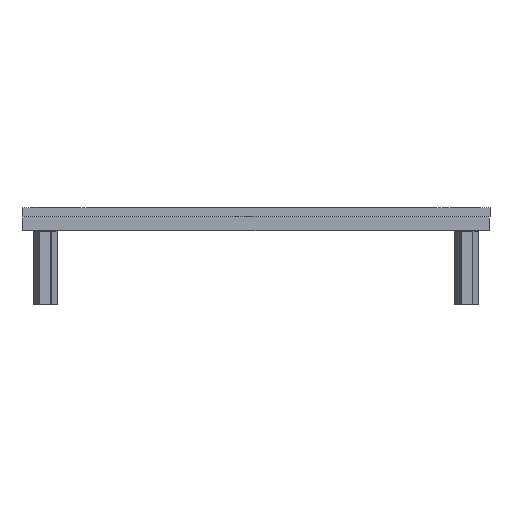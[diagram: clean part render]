
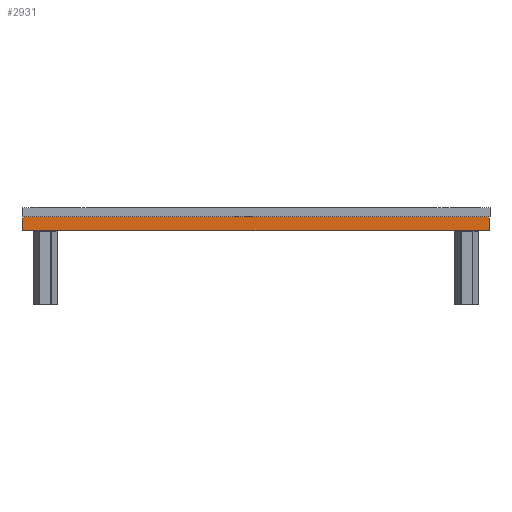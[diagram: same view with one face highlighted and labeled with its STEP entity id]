
A CAD part, front view. The second image highlights one B-rep face of the part: STEP entity #2931.
In plain terms, the highlighted planar face has unit normal (0, -1, 0).
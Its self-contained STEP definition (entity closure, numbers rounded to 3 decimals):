
#2931 = ADVANCED_FACE('',(#2932),#2946,.T.);
#2932 = FACE_BOUND('',#2933,.T.);
#2933 = EDGE_LOOP('',(#2934,#2969,#2997,#3025));
#2934 = ORIENTED_EDGE('',*,*,#2935,.T.);
#2935 = EDGE_CURVE('',#2936,#2938,#2940,.T.);
#2936 = VERTEX_POINT('',#2937);
#2937 = CARTESIAN_POINT('',(-50.5,-55.,0.));
#2938 = VERTEX_POINT('',#2939);
#2939 = CARTESIAN_POINT('',(-50.5,-55.,-3.));
#2940 = SURFACE_CURVE('',#2941,(#2945,#2957),.PCURVE_S1.);
#2941 = LINE('',#2942,#2943);
#2942 = CARTESIAN_POINT('',(-50.5,-55.,0.));
#2943 = VECTOR('',#2944,1.);
#2944 = DIRECTION('',(-0.,-0.,-1.));
#2945 = PCURVE('',#2946,#2951);
#2946 = PLANE('',#2947);
#2947 = AXIS2_PLACEMENT_3D('',#2948,#2949,#2950);
#2948 = CARTESIAN_POINT('',(-50.5,-55.,0.));
#2949 = DIRECTION('',(0.,-1.,0.));
#2950 = DIRECTION('',(1.,0.,0.));
#2951 = DEFINITIONAL_REPRESENTATION('',(#2952),#2956);
#2952 = LINE('',#2953,#2954);
#2953 = CARTESIAN_POINT('',(0.,0.));
#2954 = VECTOR('',#2955,1.);
#2955 = DIRECTION('',(0.,-1.));
#2956 = ( GEOMETRIC_REPRESENTATION_CONTEXT(2) 
PARAMETRIC_REPRESENTATION_CONTEXT() REPRESENTATION_CONTEXT('2D SPACE',''
  ) );
#2957 = PCURVE('',#2958,#2963);
#2958 = PLANE('',#2959);
#2959 = AXIS2_PLACEMENT_3D('',#2960,#2961,#2962);
#2960 = CARTESIAN_POINT('',(-50.5,55.,0.));
#2961 = DIRECTION('',(-1.,0.,0.));
#2962 = DIRECTION('',(0.,-1.,0.));
#2963 = DEFINITIONAL_REPRESENTATION('',(#2964),#2968);
#2964 = LINE('',#2965,#2966);
#2965 = CARTESIAN_POINT('',(110.,0.));
#2966 = VECTOR('',#2967,1.);
#2967 = DIRECTION('',(0.,-1.));
#2968 = ( GEOMETRIC_REPRESENTATION_CONTEXT(2) 
PARAMETRIC_REPRESENTATION_CONTEXT() REPRESENTATION_CONTEXT('2D SPACE',''
  ) );
#2969 = ORIENTED_EDGE('',*,*,#2970,.T.);
#2970 = EDGE_CURVE('',#2938,#2971,#2973,.T.);
#2971 = VERTEX_POINT('',#2972);
#2972 = CARTESIAN_POINT('',(50.5,-55.,-3.));
#2973 = SURFACE_CURVE('',#2974,(#2978,#2985),.PCURVE_S1.);
#2974 = LINE('',#2975,#2976);
#2975 = CARTESIAN_POINT('',(-50.5,-55.,-3.));
#2976 = VECTOR('',#2977,1.);
#2977 = DIRECTION('',(1.,0.,0.));
#2978 = PCURVE('',#2946,#2979);
#2979 = DEFINITIONAL_REPRESENTATION('',(#2980),#2984);
#2980 = LINE('',#2981,#2982);
#2981 = CARTESIAN_POINT('',(0.,-3.));
#2982 = VECTOR('',#2983,1.);
#2983 = DIRECTION('',(1.,0.));
#2984 = ( GEOMETRIC_REPRESENTATION_CONTEXT(2) 
PARAMETRIC_REPRESENTATION_CONTEXT() REPRESENTATION_CONTEXT('2D SPACE',''
  ) );
#2985 = PCURVE('',#2986,#2991);
#2986 = PLANE('',#2987);
#2987 = AXIS2_PLACEMENT_3D('',#2988,#2989,#2990);
#2988 = CARTESIAN_POINT('',(0.,0.,-3.));
#2989 = DIRECTION('',(0.,0.,1.));
#2990 = DIRECTION('',(1.,0.,0.));
#2991 = DEFINITIONAL_REPRESENTATION('',(#2992),#2996);
#2992 = LINE('',#2993,#2994);
#2993 = CARTESIAN_POINT('',(-50.5,-55.));
#2994 = VECTOR('',#2995,1.);
#2995 = DIRECTION('',(1.,0.));
#2996 = ( GEOMETRIC_REPRESENTATION_CONTEXT(2) 
PARAMETRIC_REPRESENTATION_CONTEXT() REPRESENTATION_CONTEXT('2D SPACE',''
  ) );
#2997 = ORIENTED_EDGE('',*,*,#2998,.F.);
#2998 = EDGE_CURVE('',#2999,#2971,#3001,.T.);
#2999 = VERTEX_POINT('',#3000);
#3000 = CARTESIAN_POINT('',(50.5,-55.,0.));
#3001 = SURFACE_CURVE('',#3002,(#3006,#3013),.PCURVE_S1.);
#3002 = LINE('',#3003,#3004);
#3003 = CARTESIAN_POINT('',(50.5,-55.,0.));
#3004 = VECTOR('',#3005,1.);
#3005 = DIRECTION('',(-0.,-0.,-1.));
#3006 = PCURVE('',#2946,#3007);
#3007 = DEFINITIONAL_REPRESENTATION('',(#3008),#3012);
#3008 = LINE('',#3009,#3010);
#3009 = CARTESIAN_POINT('',(101.,0.));
#3010 = VECTOR('',#3011,1.);
#3011 = DIRECTION('',(0.,-1.));
#3012 = ( GEOMETRIC_REPRESENTATION_CONTEXT(2) 
PARAMETRIC_REPRESENTATION_CONTEXT() REPRESENTATION_CONTEXT('2D SPACE',''
  ) );
#3013 = PCURVE('',#3014,#3019);
#3014 = PLANE('',#3015);
#3015 = AXIS2_PLACEMENT_3D('',#3016,#3017,#3018);
#3016 = CARTESIAN_POINT('',(50.5,-55.,0.));
#3017 = DIRECTION('',(1.,0.,0.));
#3018 = DIRECTION('',(0.,1.,0.));
#3019 = DEFINITIONAL_REPRESENTATION('',(#3020),#3024);
#3020 = LINE('',#3021,#3022);
#3021 = CARTESIAN_POINT('',(0.,0.));
#3022 = VECTOR('',#3023,1.);
#3023 = DIRECTION('',(0.,-1.));
#3024 = ( GEOMETRIC_REPRESENTATION_CONTEXT(2) 
PARAMETRIC_REPRESENTATION_CONTEXT() REPRESENTATION_CONTEXT('2D SPACE',''
  ) );
#3025 = ORIENTED_EDGE('',*,*,#3026,.F.);
#3026 = EDGE_CURVE('',#2936,#2999,#3027,.T.);
#3027 = SURFACE_CURVE('',#3028,(#3032,#3039),.PCURVE_S1.);
#3028 = LINE('',#3029,#3030);
#3029 = CARTESIAN_POINT('',(-50.5,-55.,0.));
#3030 = VECTOR('',#3031,1.);
#3031 = DIRECTION('',(1.,0.,0.));
#3032 = PCURVE('',#2946,#3033);
#3033 = DEFINITIONAL_REPRESENTATION('',(#3034),#3038);
#3034 = LINE('',#3035,#3036);
#3035 = CARTESIAN_POINT('',(0.,0.));
#3036 = VECTOR('',#3037,1.);
#3037 = DIRECTION('',(1.,0.));
#3038 = ( GEOMETRIC_REPRESENTATION_CONTEXT(2) 
PARAMETRIC_REPRESENTATION_CONTEXT() REPRESENTATION_CONTEXT('2D SPACE',''
  ) );
#3039 = PCURVE('',#3040,#3045);
#3040 = PLANE('',#3041);
#3041 = AXIS2_PLACEMENT_3D('',#3042,#3043,#3044);
#3042 = CARTESIAN_POINT('',(0.,0.,0.));
#3043 = DIRECTION('',(0.,0.,1.));
#3044 = DIRECTION('',(1.,0.,0.));
#3045 = DEFINITIONAL_REPRESENTATION('',(#3046),#3050);
#3046 = LINE('',#3047,#3048);
#3047 = CARTESIAN_POINT('',(-50.5,-55.));
#3048 = VECTOR('',#3049,1.);
#3049 = DIRECTION('',(1.,0.));
#3050 = ( GEOMETRIC_REPRESENTATION_CONTEXT(2) 
PARAMETRIC_REPRESENTATION_CONTEXT() REPRESENTATION_CONTEXT('2D SPACE',''
  ) );
